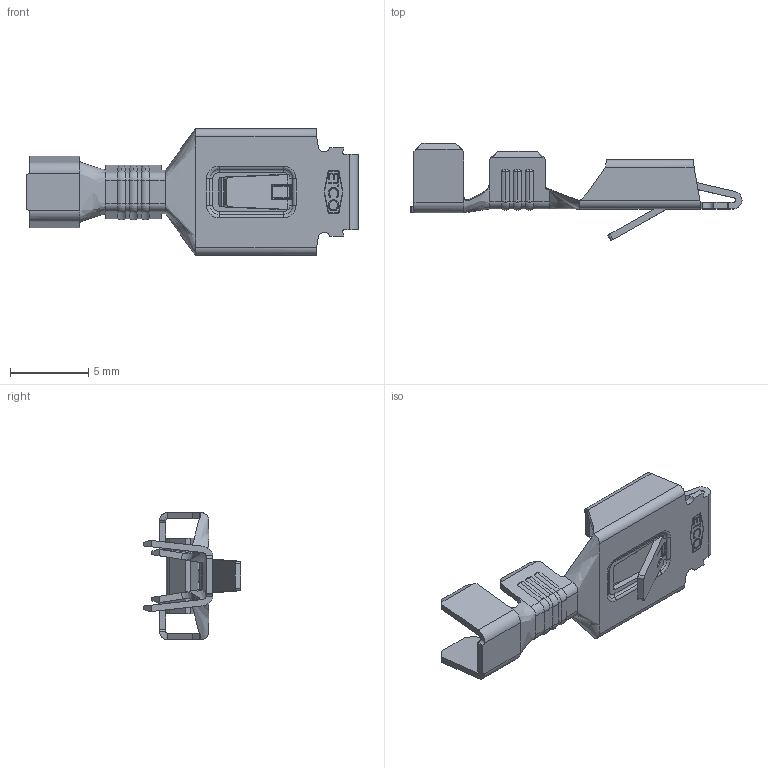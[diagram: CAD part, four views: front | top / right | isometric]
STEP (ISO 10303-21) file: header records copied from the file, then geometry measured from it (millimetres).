
FILE_DESCRIPTION (( 'STEP AP203' ), '1' );
FILE_NAME ('07393.STEP', '2015-02-17T16:12:21', ( '' ), ( '' ), 'SwSTEP 2.0', 'SolidWorks 2014', '' );
FILE_SCHEMA (( 'CONFIG_CONTROL_DESIGN' ));
Length unit declared in the file: inch
Products named in the file (1): 07393
Bounding box: 21.18 x 6.22 x 8.1 mm (x, y, z)
Volume: 104.7 mm3; surface area: 585.4 mm2
Topology: 1 solids, 1 shells, 403 faces, 1025 edges, 625 vertices
Faces by surface type: plane 185, cylinder 109, torus 46, bspline 43, cone 12, sphere 8
Entity records: 14269 total; most frequent: CARTESIAN_POINT 4889, ORIENTED_EDGE 2034, DIRECTION 1798, EDGE_CURVE 1017, VERTEX_POINT 623, VECTOR 602, LINE 602, AXIS2_PLACEMENT_3D 598
